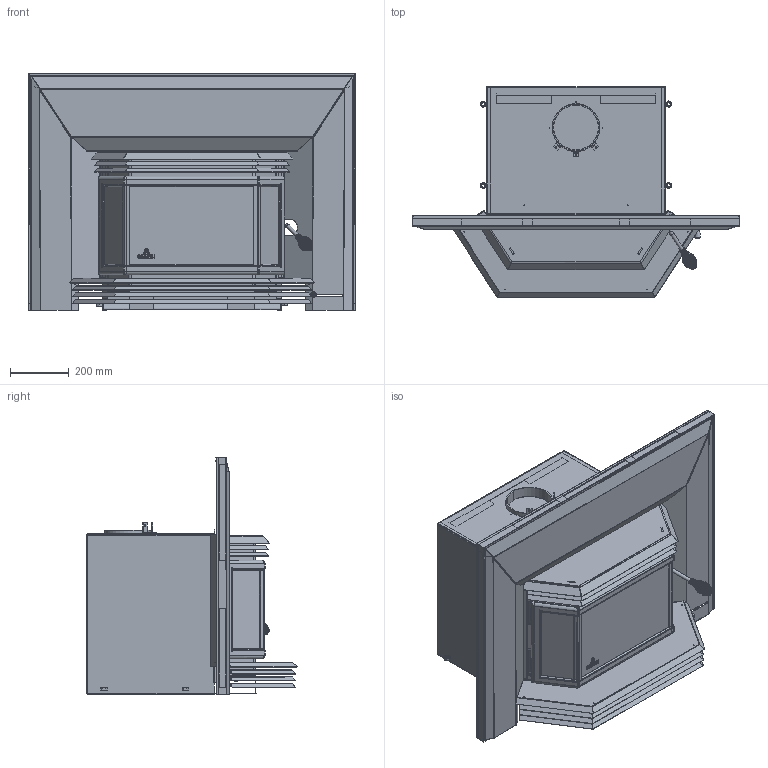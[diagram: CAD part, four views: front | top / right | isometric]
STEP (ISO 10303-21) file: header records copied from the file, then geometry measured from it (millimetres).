
FILE_DESCRIPTION( ( 'Unknown' ), '1' );
FILE_NAME( 'OB02201-CAD.stp', 'Unknown', ( 'Jean-Philippe Alain' ), ( 'SBI' ), 'PSStep 14.0', 'Solid Edge', ' ' );
FILE_SCHEMA( ( 'AUTOMOTIVE_DESIGN { 1 0 10303 214 1 1 1 1 }' ) );
Length unit declared in the file: inch
Products named in the file (47): SE35116-oa4; PL35116; SE35101-oa18; PL35101-oa11; SE35108-oa12; SE35107-oa13; SE35107-oa14; 60009-oa15; 60009-oa16; PL35104-oa17; SE35021-oa2; PL35021-oa1; OA10115-oa10; PL35143; PL35144; PL35145; 30131; OA10125; 20009A; 20009B; 20019; SE35130-oa9; PL35130; PL35137; PL35137-oa7; PL35137-oa8; SE35021-oa0; PL35021; SE35121-oa3; PL35121; PL35117; PL35118; 30004; SE35126-oa6; PL35126; PL35127; PL35127-oa5; Assem1; PL35125; PL35055 ...
Assembly tree (54 placements, depth 3):
  Assem1
    PL35125
    PL35055
    PL35100
    PL35022
    PL03319
    PL34052  x3
    30105P
    30102
    PL35106
    SE35021-oa0
      PL35021
    SE35021-oa2
      PL35021-oa1
    SE35121-oa3
      PL35121
      PL35117
      PL35118
      30004  x4
    SE35116-oa4
      PL35116
    SE35126-oa6
      PL35126
      PL35127
      PL35127-oa5
    SE35130-oa9
      PL35130
      PL35137
      PL35137-oa7
      PL35137-oa8
    OA10115-oa10
      PL35143
      PL35144
      PL35145
      30131  x4
    OA10125
      20009A
      20009B
      20019
    SE35101-oa18
      PL35101-oa11
      SE35108-oa12
      SE35107-oa13
      SE35107-oa14
      60009-oa15
      60009-oa16
      PL35104-oa17
Bounding box: 1117.6 x 719.87 x 812.8 mm (x, y, z)
Surface area: 9440900.6 mm2 (no closed solid volume)
Topology: 0 solids, 1907 shells, 1907 faces, 9407 edges, 9256 vertices
Faces by surface type: plane 1285, cylinder 473, bspline 104, torus 30, cone 13, sphere 2
Full cylindrical faces by diameter (mm): 2.362 x4, 2.487 x1, 2.564 x2, 2.565 x20, 3.175 x11, 3.26 x1, 3.556 x8, 4.674 x4, 4.722 x2, 4.762 x1, 4.775 x6, 5.156 x10, 5.436 x2, 6.005 x1, 6.35 x8, 6.528 x1, 7.137 x4, 9.322 x4, 9.931 x2, 10.16 x1, 10.922 x4, 12.7 x3, 152.592 x1, 158.688 x1, 163.5 x1
Entity records: 112253 total; most frequent: CARTESIAN_POINT 32175, DIRECTION 13214, ORIENTED_EDGE 8604, EDGE_CURVE 8604, VERTEX_POINT 8604, LINE 6452, VECTOR 6452, AXIS2_PLACEMENT_3D 3381
